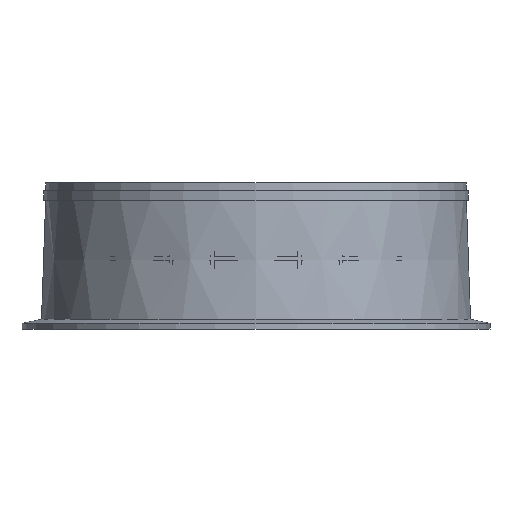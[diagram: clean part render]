
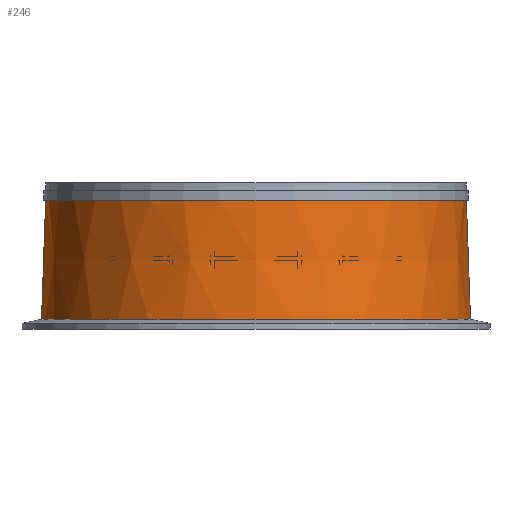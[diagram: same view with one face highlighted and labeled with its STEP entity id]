
A CAD part, front view. The second image highlights one B-rep face of the part: STEP entity #246.
In plain terms, the highlighted conical face has half-angle 2 degrees and reference radius 544.675 mm.
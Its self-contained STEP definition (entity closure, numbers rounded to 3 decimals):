
#146=CARTESIAN_POINT('POINT11',(10.651,0.,330.))
   ;
#147=VERTEX_POINT('VERTEX11',#146);
#148=CARTESIAN_POINT('POINT12',(1089.349,
   0.,330.));
#149=VERTEX_POINT('VERTEX12',#148);
#150=CARTESIAN_POINT('POS14',(550.,0.,330.));
#151=DIRECTION('DIR23',(0.,0.,1.));
#152=DIRECTION('DIR24',(-1.,0.,0.));
#153=AXIS2_PLACEMENT_3D('AXIS10',#150,#151,#152);
#154=CIRCLE('ELLIPSE6',#153,539.349);
#155=EDGE_CURVE('EDGE15',#147,#149,#154,.T.);
#207=CARTESIAN_POINT('POINT15',(0.,0.,25.));
#208=VERTEX_POINT('VERTEX15',#207);
#209=CARTESIAN_POINT('POS20',(5.325,0.
   ,177.5));
#210=DIRECTION('DIR33',(-0.035,0.,
   -0.999));
#211=VECTOR('VEC7',#210,1.);
#212=LINE('STRAIGHT7',#209,#211);
#213=EDGE_CURVE('EDGE21',#147,#208,#212,.T.);
#216=CARTESIAN_POINT('POINT16',(1100.,0.,25.)
   );
#217=VERTEX_POINT('VERTEX16',#216);
#218=CARTESIAN_POINT('POS21',(1094.675,
   0.,177.5));
#219=DIRECTION('DIR34',(-0.035,0.,
   0.999));
#220=VECTOR('VEC8',#219,1.);
#221=LINE('STRAIGHT8',#218,#220);
#222=EDGE_CURVE('EDGE22',#217,#149,#221,.T.);
#224=CARTESIAN_POINT('POS22',(550.,0.,25.));
#225=DIRECTION('DIR35',(0.,0.,1.));
#226=DIRECTION('DIR36',(-1.,0.,0.));
#227=AXIS2_PLACEMENT_3D('AXIS14',#224,#225,#226);
#228=CIRCLE('ELLIPSE8',#227,550.);
#233=CARTESIAN_POINT('POS23',(550.,0.,177.5));
#234=DIRECTION('DIR37',(0.,0.,-1.));
#235=DIRECTION('DIR38',(-1.,0.,0.));
#236=AXIS2_PLACEMENT_3D('AXIS15',#233,#234,#235);
#237=CONICAL_SURFACE('CONE_SURF4',#236,544.675,
   0.035);
#239=ORIENTED_EDGE('COEDGE41',*,*,#213,.T.);
#240=EDGE_CURVE('EDGE24',#208,#217,#228,.T.);
#241=ORIENTED_EDGE('COEDGE42',*,*,#240,.T.);
#242=ORIENTED_EDGE('COEDGE43',*,*,#222,.T.);
#243=ORIENTED_EDGE('COEDGE44',*,*,#155,.F.);
#244=EDGE_LOOP('NONE',(#239,#241,#242,#243));
#245=FACE_BOUND('LOOP1',#244,.T.);
#246=ADVANCED_FACE('FACE11',(#245),#237,.T.);
